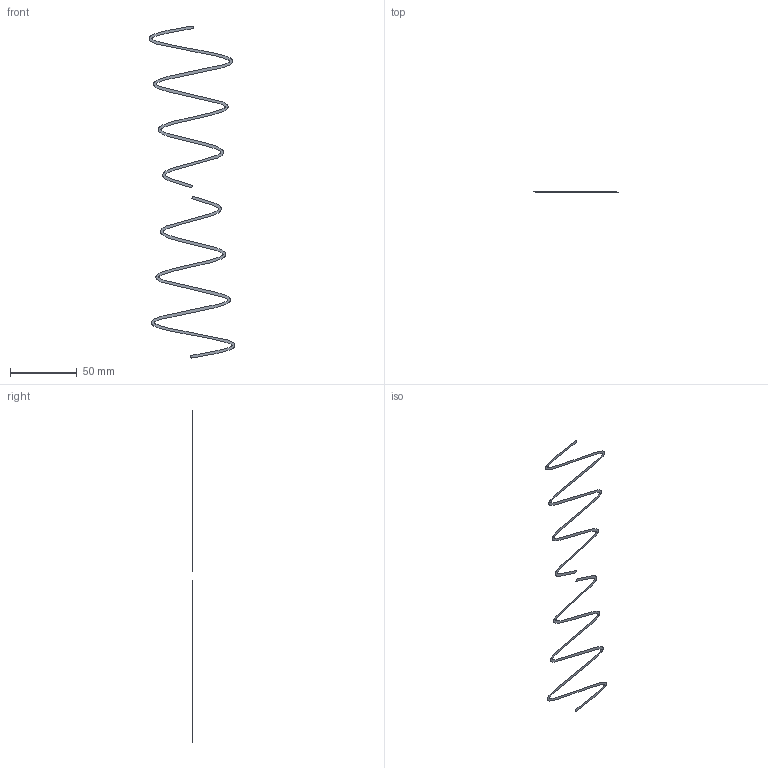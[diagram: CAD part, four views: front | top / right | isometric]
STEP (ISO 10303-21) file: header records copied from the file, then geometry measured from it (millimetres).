
FILE_DESCRIPTION(('STEP AP214'),'1');
FILE_NAME('Conductor.stp','2023-03-27T14:00:56',('Joris'),(' '),'Spatial InterOp 3D','CST ACIS InterOp Converter 2021',' ');
FILE_SCHEMA(('AUTOMOTIVE_DESIGN { 1 0 10303 214 1 1 1 1 }'));
Length unit declared in the file: millimetre
Products named in the file (1): Snake/Legs|Leg_1
Bounding box: 64.11 x 0 x 248 mm (x, y, z)
Surface area: 1505.9 mm2 (no closed solid volume)
Topology: 0 solids, 2 shells, 2 faces, 12 edges, 12 vertices
Faces by surface type: plane 2
Entity records: 1239 total; most frequent: CARTESIAN_POINT 1120, DIRECTION 14, ORIENTED_EDGE 12, EDGE_CURVE 12, VERTEX_POINT 12, B_SPLINE_CURVE_WITH_KNOTS 8, AXIS2_PLACEMENT_3D 6, SHAPE_DEFINITION_REPRESENTATION 2
